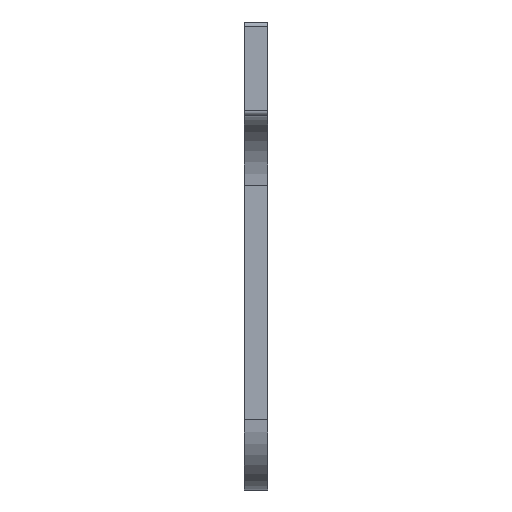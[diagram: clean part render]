
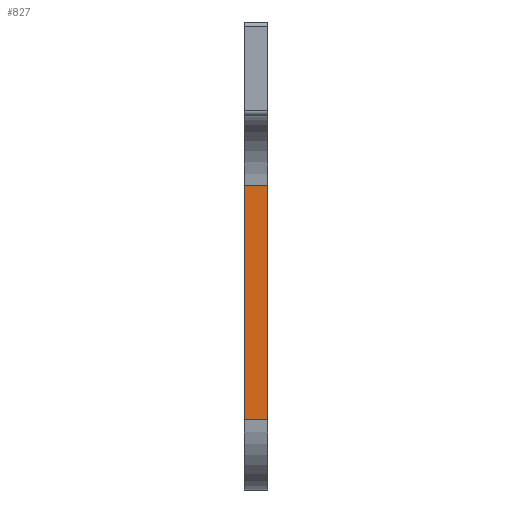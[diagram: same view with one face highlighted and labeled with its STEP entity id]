
A CAD part, left-side view. The second image highlights one B-rep face of the part: STEP entity #827.
In plain terms, the highlighted planar face has unit normal (-1, 0, 0).
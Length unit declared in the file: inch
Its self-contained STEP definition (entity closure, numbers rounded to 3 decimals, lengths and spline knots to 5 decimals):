
#111=FACE_OUTER_BOUND('',#179,.T.);
#179=EDGE_LOOP('',(#767,#768,#769,#770));
#237=LINE('',#1200,#299);
#273=LINE('',#1339,#335);
#283=LINE('',#1384,#345);
#290=LINE('',#1397,#352);
#299=VECTOR('',#945,0.3937);
#335=VECTOR('',#1081,0.3937);
#345=VECTOR('',#1137,0.3937);
#352=VECTOR('',#1156,0.3937);
#366=VERTEX_POINT('',#1197);
#367=VERTEX_POINT('',#1199);
#419=VERTEX_POINT('',#1336);
#420=VERTEX_POINT('',#1338);
#442=EDGE_CURVE('',#366,#367,#237,.T.);
#512=EDGE_CURVE('',#419,#420,#273,.T.);
#535=EDGE_CURVE('',#367,#419,#283,.T.);
#542=EDGE_CURVE('',#420,#366,#290,.T.);
#767=ORIENTED_EDGE('',*,*,#535,.F.);
#768=ORIENTED_EDGE('',*,*,#442,.F.);
#769=ORIENTED_EDGE('',*,*,#542,.F.);
#770=ORIENTED_EDGE('',*,*,#512,.F.);
#787=PLANE('',#922);
#827=ADVANCED_FACE('',(#111),#787,.T.);
#922=AXIS2_PLACEMENT_3D('',#1407,#1171,#1172);
#945=DIRECTION('',(0.,0.,-1.));
#1081=DIRECTION('',(0.,0.,1.));
#1137=DIRECTION('',(0.,1.,0.));
#1156=DIRECTION('',(0.,-1.,0.));
#1171=DIRECTION('center_axis',(-1.,0.,0.));
#1172=DIRECTION('ref_axis',(0.,0.,1.));
#1197=CARTESIAN_POINT('',(-0.41606,0.,5.89202));
#1199=CARTESIAN_POINT('',(-0.41606,0.,0.89202));
#1200=CARTESIAN_POINT('',(-0.41606,0.,9.39202));
#1336=CARTESIAN_POINT('',(-0.41606,0.5,0.89202));
#1338=CARTESIAN_POINT('',(-0.41606,0.5,5.89202));
#1339=CARTESIAN_POINT('',(-0.41606,0.5,9.39202));
#1384=CARTESIAN_POINT('',(-0.41606,0.,0.89202));
#1397=CARTESIAN_POINT('',(-0.41606,0.,5.89202));
#1407=CARTESIAN_POINT('Origin',(-0.41606,0.,-0.60798));
